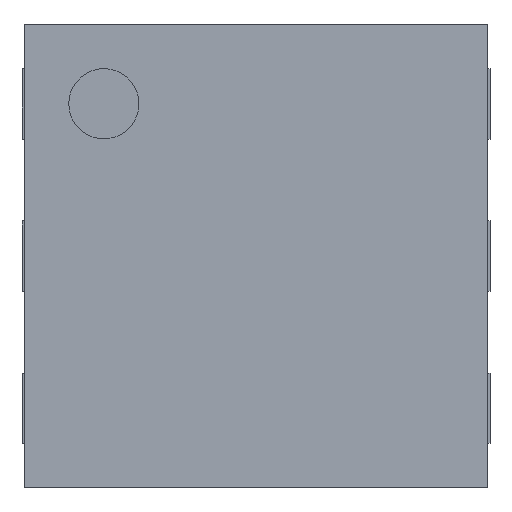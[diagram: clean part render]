
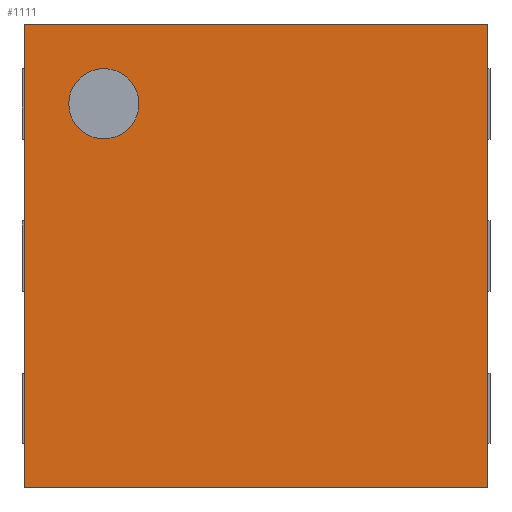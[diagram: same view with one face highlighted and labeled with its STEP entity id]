
A CAD part, top view. The second image highlights one B-rep face of the part: STEP entity #1111.
In plain terms, the highlighted planar face has unit normal (0, 0, 1).
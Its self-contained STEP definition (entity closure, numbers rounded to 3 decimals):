
#400 = VERTEX_POINT('',#401);
#401 = CARTESIAN_POINT('',(0.99,0.99,0.82));
#407 = EDGE_CURVE('',#400,#408,#410,.T.);
#408 = VERTEX_POINT('',#409);
#409 = CARTESIAN_POINT('',(0.99,-0.99,0.82));
#410 = LINE('',#411,#412);
#411 = CARTESIAN_POINT('',(0.99,0.99,0.82));
#412 = VECTOR('',#413,1.);
#413 = DIRECTION('',(0.,-1.,0.));
#497 = VERTEX_POINT('',#498);
#498 = CARTESIAN_POINT('',(-0.99,0.99,0.82));
#506 = EDGE_CURVE('',#497,#400,#507,.T.);
#507 = LINE('',#508,#509);
#508 = CARTESIAN_POINT('',(-0.99,0.99,0.82));
#509 = VECTOR('',#510,1.);
#510 = DIRECTION('',(1.,0.,0.));
#522 = EDGE_CURVE('',#497,#523,#525,.T.);
#523 = VERTEX_POINT('',#524);
#524 = CARTESIAN_POINT('',(-0.99,-0.99,0.82));
#525 = LINE('',#526,#527);
#526 = CARTESIAN_POINT('',(-0.99,0.99,0.82));
#527 = VECTOR('',#528,1.);
#528 = DIRECTION('',(0.,-1.,0.));
#1101 = EDGE_CURVE('',#523,#408,#1102,.T.);
#1102 = LINE('',#1103,#1104);
#1103 = CARTESIAN_POINT('',(-0.99,-0.99,0.82));
#1104 = VECTOR('',#1105,1.);
#1105 = DIRECTION('',(1.,0.,0.));
#1111 = ADVANCED_FACE('',(#1112,#1118),#1129,.T.);
#1112 = FACE_BOUND('',#1113,.T.);
#1113 = EDGE_LOOP('',(#1114,#1115,#1116,#1117));
#1114 = ORIENTED_EDGE('',*,*,#506,.F.);
#1115 = ORIENTED_EDGE('',*,*,#522,.T.);
#1116 = ORIENTED_EDGE('',*,*,#1101,.T.);
#1117 = ORIENTED_EDGE('',*,*,#407,.F.);
#1118 = FACE_BOUND('',#1119,.T.);
#1119 = EDGE_LOOP('',(#1120));
#1120 = ORIENTED_EDGE('',*,*,#1121,.T.);
#1121 = EDGE_CURVE('',#1122,#1122,#1124,.T.);
#1122 = VERTEX_POINT('',#1123);
#1123 = CARTESIAN_POINT('',(-0.65,0.5,0.82));
#1124 = CIRCLE('',#1125,0.15);
#1125 = AXIS2_PLACEMENT_3D('',#1126,#1127,#1128);
#1126 = CARTESIAN_POINT('',(-0.65,0.65,0.82));
#1127 = DIRECTION('',(0.,0.,-1.));
#1128 = DIRECTION('',(0.,-1.,0.));
#1129 = PLANE('',#1130);
#1130 = AXIS2_PLACEMENT_3D('',#1131,#1132,#1133);
#1131 = CARTESIAN_POINT('',(-0.99,0.99,0.82));
#1132 = DIRECTION('',(0.,0.,1.));
#1133 = DIRECTION('',(0.,-1.,0.));
